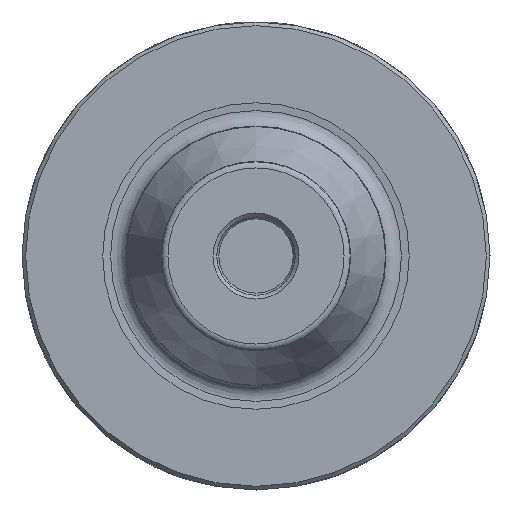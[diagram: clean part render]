
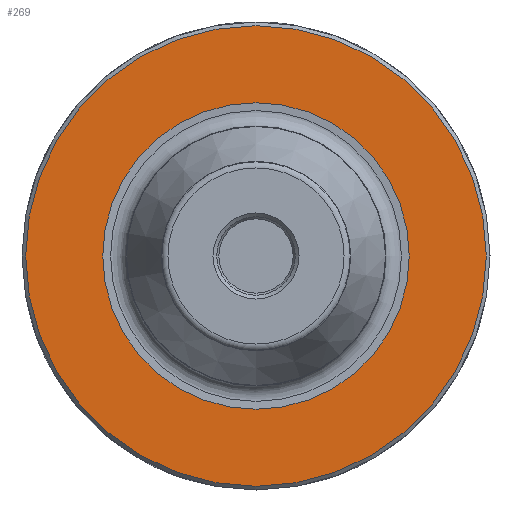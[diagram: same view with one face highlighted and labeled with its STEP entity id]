
A CAD part, left-side view. The second image highlights one B-rep face of the part: STEP entity #269.
In plain terms, the highlighted planar face has unit normal (-1, 0, 0).
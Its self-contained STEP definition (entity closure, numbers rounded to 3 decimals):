
#214=FACE_BOUND('',#395,.T.);
#215=FACE_BOUND('',#396,.T.);
#269=ADVANCED_FACE('',(#214,#215),#287,.F.);
#287=PLANE('',#845);
#395=EDGE_LOOP('',(#565));
#396=EDGE_LOOP('',(#566));
#565=ORIENTED_EDGE('',*,*,#710,.T.);
#566=ORIENTED_EDGE('',*,*,#720,.F.);
#625=VERTEX_POINT('',#2037);
#635=VERTEX_POINT('',#2067);
#710=EDGE_CURVE('',#625,#625,#738,.T.);
#720=EDGE_CURVE('',#635,#635,#748,.T.);
#738=CIRCLE('',#823,31.);
#748=CIRCLE('',#843,20.63);
#823=AXIS2_PLACEMENT_3D('',#2036,#1001,#1002);
#843=AXIS2_PLACEMENT_3D('',#2066,#1041,#1042);
#845=AXIS2_PLACEMENT_3D('',#2069,#1045,#1046);
#1001=DIRECTION('',(-1.,0.,0.));
#1002=DIRECTION('',(0.,0.,-1.));
#1041=DIRECTION('',(-1.,0.,0.));
#1042=DIRECTION('',(0.,0.,-1.));
#1045=DIRECTION('',(1.,0.,0.));
#1046=DIRECTION('',(0.,0.,-1.));
#2036=CARTESIAN_POINT('',(38.,0.,0.));
#2037=CARTESIAN_POINT('',(38.,0.,-31.));
#2066=CARTESIAN_POINT('',(38.,0.,0.));
#2067=CARTESIAN_POINT('',(38.,0.,-20.63));
#2069=CARTESIAN_POINT('',(38.,20.63,0.));
